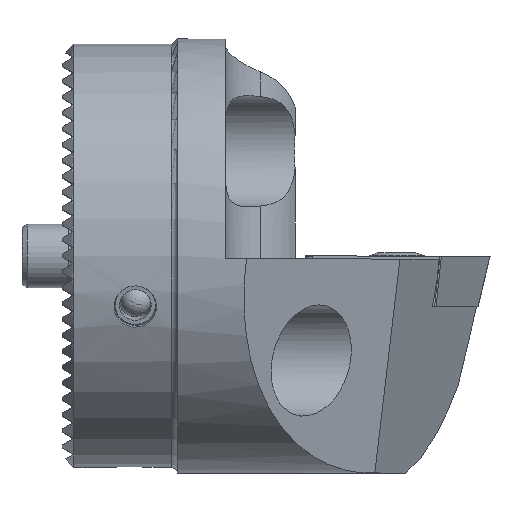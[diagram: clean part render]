
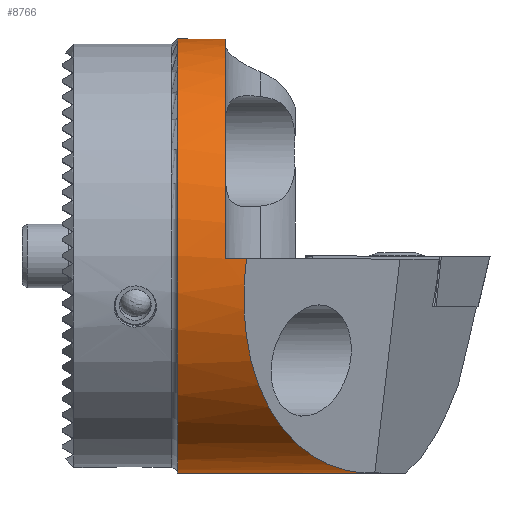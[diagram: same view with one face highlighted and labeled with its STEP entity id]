
A CAD part, top view. The second image highlights one B-rep face of the part: STEP entity #8766.
In plain terms, the highlighted cylindrical face has radius 20.5 mm (diameter 41 mm), a partial arc.
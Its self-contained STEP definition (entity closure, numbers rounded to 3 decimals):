
#27 = DIRECTION ( 'NONE',  ( 1., 0., 0. ) ) ;
#195 = EDGE_CURVE ( 'NONE', #3861, #3290, #8843, .T. ) ;
#296 = CARTESIAN_POINT ( 'NONE',  ( 15.402, 19.184, -7.232 ) ) ;
#499 = EDGE_CURVE ( 'NONE', #7976, #9684, #8374, .T. ) ;
#585 = DIRECTION ( 'NONE',  ( 0., 0., -1. ) ) ;
#735 = CARTESIAN_POINT ( 'NONE',  ( 21.596, 14.087, -14.893 ) ) ;
#737 = DIRECTION ( 'NONE',  ( 0., 0., 1. ) ) ;
#908 = DIRECTION ( 'NONE',  ( 1., 0., 0. ) ) ;
#1006 = CARTESIAN_POINT ( 'NONE',  ( -0.6, -0.3, 20.498 ) ) ;
#1382 = CARTESIAN_POINT ( 'NONE',  ( 15., 19.912, -4.877 ) ) ;
#1416 = CARTESIAN_POINT ( 'NONE',  ( 15., 0., 0. ) ) ;
#1425 = CARTESIAN_POINT ( 'NONE',  ( 15.751, 18.858, -8.044 ) ) ;
#1741 = DIRECTION ( 'NONE',  ( 1., 0., 0. ) ) ;
#1766 = CARTESIAN_POINT ( 'NONE',  ( 21.544, 13.93, -15.042 ) ) ;
#1830 = VERTEX_POINT ( 'NONE', #4846 ) ;
#2151 = EDGE_CURVE ( 'NONE', #5217, #2917, #6056, .T. ) ;
#2274 = ORIENTED_EDGE ( 'NONE', *, *, #8698, .T. ) ;
#2279 = CARTESIAN_POINT ( 'NONE',  ( 21.596, 14.087, -14.893 ) ) ;
#2504 = CARTESIAN_POINT ( 'NONE',  ( 16.194, 18.518, -8.798 ) ) ;
#2541 = DIRECTION ( 'NONE',  ( -1., 0., 0. ) ) ;
#2751 = EDGE_CURVE ( 'NONE', #9377, #1830, #6337, .T. ) ;
#2868 = CARTESIAN_POINT ( 'NONE',  ( 28.591, -20.5, 0. ) ) ;
#2890 = VECTOR ( 'NONE', #1741, 1000. ) ;
#2917 = VERTEX_POINT ( 'NONE', #8621 ) ;
#3179 = CARTESIAN_POINT ( 'NONE',  ( 19.119, 17.052, -11.385 ) ) ;
#3190 = CARTESIAN_POINT ( 'NONE',  ( 10.492, 0., 0. ) ) ;
#3290 = VERTEX_POINT ( 'NONE', #9738 ) ;
#3324 = EDGE_CURVE ( 'NONE', #2917, #3290, #3955, .T. ) ;
#3364 = ORIENTED_EDGE ( 'NONE', *, *, #195, .F. ) ;
#3377 = CARTESIAN_POINT ( 'NONE',  ( 19.646, 16.717, -11.867 ) ) ;
#3422 = EDGE_LOOP ( 'NONE', ( #9783, #11944, #5362, #12133, #12425, #3364, #13170, #2274, #11905 ) ) ;
#3861 = VERTEX_POINT ( 'NONE', #13570 ) ;
#3880 = CARTESIAN_POINT ( 'NONE',  ( 18.3, 17.413, -10.819 ) ) ;
#3903 = EDGE_CURVE ( 'NONE', #5217, #1830, #10970, .T. ) ;
#3923 = DIRECTION ( 'NONE',  ( 1., 0., 0. ) ) ;
#3955 = LINE ( 'NONE', #10117, #14539 ) ;
#4301 = CARTESIAN_POINT ( 'NONE',  ( 20.916, 15.48, -13.449 ) ) ;
#4516 = EDGE_CURVE ( 'NONE', #9684, #9377, #13901, .T. ) ;
#4804 = CARTESIAN_POINT ( 'NONE',  ( 17.789, 17.61, -10.501 ) ) ;
#4839 = CYLINDRICAL_SURFACE ( 'NONE', #6598, 20.5 ) ;
#4846 = CARTESIAN_POINT ( 'NONE',  ( 21.442, 13.61, -15.331 ) ) ;
#5170 = DIRECTION ( 'NONE',  ( 0., 0., -1. ) ) ;
#5217 = VERTEX_POINT ( 'NONE', #6698 ) ;
#5352 = CARTESIAN_POINT ( 'NONE',  ( 19.812, 16.598, -12.033 ) ) ;
#5362 = ORIENTED_EDGE ( 'NONE', *, *, #3903, .F. ) ;
#5373 = AXIS2_PLACEMENT_3D ( 'NONE', #1416, #2541, #585 ) ;
#5409 = CARTESIAN_POINT ( 'NONE',  ( 21.468, 14.461, -14.539 ) ) ;
#5788 = CARTESIAN_POINT ( 'NONE',  ( 16.036, 18.633, -8.553 ) ) ;
#6056 = CIRCLE ( 'NONE', #13042, 20.5 ) ;
#6337 =( BOUNDED_CURVE ( )  B_SPLINE_CURVE ( 3, ( #735, #1766, #7462, #7365 ),
 .UNSPECIFIED., .F., .F. ) 
 B_SPLINE_CURVE_WITH_KNOTS ( ( 4, 4 ),
 ( 2.384, 2.416 ),
 .UNSPECIFIED. ) 
 CURVE ( )  GEOMETRIC_REPRESENTATION_ITEM ( )  RATIONAL_B_SPLINE_CURVE ( ( 1., 1., 1., 1. ) ) 
 REPRESENTATION_ITEM ( '' )  );
#6480 = CARTESIAN_POINT ( 'NONE',  ( 20.275, 16.208, -12.553 ) ) ;
#6582 = FACE_OUTER_BOUND ( 'NONE', #3422, .T. ) ;
#6598 = AXIS2_PLACEMENT_3D ( 'NONE', #14172, #3923, #5170 ) ;
#6698 = CARTESIAN_POINT ( 'NONE',  ( 10.492, 13.61, -15.331 ) ) ;
#6795 = EDGE_CURVE ( 'NONE', #9857, #3861, #13584, .T. ) ;
#6852 = CARTESIAN_POINT ( 'NONE',  ( 16.542, 18.287, -9.269 ) ) ;
#6994 = CARTESIAN_POINT ( 'NONE',  ( 15.08, 19.585, -6.086 ) ) ;
#7365 = CARTESIAN_POINT ( 'NONE',  ( 21.442, 13.61, -15.331 ) ) ;
#7462 = CARTESIAN_POINT ( 'NONE',  ( 21.492, 13.771, -15.187 ) ) ;
#7551 = VECTOR ( 'NONE', #908, 1000. ) ;
#7602 = CARTESIAN_POINT ( 'NONE',  ( 18.3, 17.413, -10.819 ) ) ;
#7976 = VERTEX_POINT ( 'NONE', #10283 ) ;
#8008 = CARTESIAN_POINT ( 'NONE',  ( 15.307, 19.289, -6.948 ) ) ;
#8374 = B_SPLINE_CURVE_WITH_KNOTS ( 'NONE', 3,
 ( #1382, #12637, #6994, #8008, #296, #9240, #1425, #5788, #2504, #6852, #11540, #10395, #4804, #13812 ),
 .UNSPECIFIED., .F., .F.,
 ( 4, 2, 2, 2, 2, 2, 4 ),
 ( 0., 0.002, 0.003, 0.004, 0.005, 0.006, 0.007 ),
 .UNSPECIFIED. ) ;
#8621 = CARTESIAN_POINT ( 'NONE',  ( 10.492, -20.5, 0. ) ) ;
#8637 = CARTESIAN_POINT ( 'NONE',  ( 21.596, 14.087, -14.893 ) ) ;
#8698 = EDGE_CURVE ( 'NONE', #9857, #7976, #11526, .T. ) ;
#8766 = ADVANCED_FACE ( 'NONE', ( #6582 ), #4839, .T. ) ;
#8829 = CARTESIAN_POINT ( 'NONE',  ( 15., -0.3, 20.498 ) ) ;
#8843 =( BOUNDED_CURVE ( )  B_SPLINE_CURVE ( 3, ( #10759, #13032, #9700, #2868 ),
 .UNSPECIFIED., .F., .F. ) 
 B_SPLINE_CURVE_WITH_KNOTS ( ( 4, 4 ),
 ( 2.956, 4.512 ),
 .UNSPECIFIED. ) 
 CURVE ( )  GEOMETRIC_REPRESENTATION_ITEM ( )  RATIONAL_B_SPLINE_CURVE ( ( 1., 0.808, 0.808, 1. ) ) 
 REPRESENTATION_ITEM ( '' )  );
#9240 = CARTESIAN_POINT ( 'NONE',  ( 15.624, 18.968, -7.78 ) ) ;
#9377 = VERTEX_POINT ( 'NONE', #8637 ) ;
#9684 = VERTEX_POINT ( 'NONE', #3880 ) ;
#9700 = CARTESIAN_POINT ( 'NONE',  ( 20.204, -20.5, 11.87 ) ) ;
#9738 = CARTESIAN_POINT ( 'NONE',  ( 28.591, -20.5, 0. ) ) ;
#9783 = ORIENTED_EDGE ( 'NONE', *, *, #4516, .T. ) ;
#9857 = VERTEX_POINT ( 'NONE', #8829 ) ;
#9998 = CARTESIAN_POINT ( 'NONE',  ( -0.6, 13.61, -15.331 ) ) ;
#10117 = CARTESIAN_POINT ( 'NONE',  ( -0.6, -20.5, 0. ) ) ;
#10283 = CARTESIAN_POINT ( 'NONE',  ( 15., 19.912, -4.877 ) ) ;
#10395 = CARTESIAN_POINT ( 'NONE',  ( 17.336, 17.829, -10.129 ) ) ;
#10759 = CARTESIAN_POINT ( 'NONE',  ( 16.999, -0.3, 20.498 ) ) ;
#10970 = LINE ( 'NONE', #9998, #2890 ) ;
#11022 = CARTESIAN_POINT ( 'NONE',  ( 20.685, 15.786, -13.087 ) ) ;
#11182 = CARTESIAN_POINT ( 'NONE',  ( 18.731, 17.246, -11.087 ) ) ;
#11526 = CIRCLE ( 'NONE', #5373, 20.5 ) ;
#11540 = CARTESIAN_POINT ( 'NONE',  ( 16.732, 18.17, -9.495 ) ) ;
#11905 = ORIENTED_EDGE ( 'NONE', *, *, #499, .T. ) ;
#11934 = DIRECTION ( 'NONE',  ( 1., 0., 0. ) ) ;
#11944 = ORIENTED_EDGE ( 'NONE', *, *, #2751, .T. ) ;
#12133 = ORIENTED_EDGE ( 'NONE', *, *, #2151, .T. ) ;
#12163 = CARTESIAN_POINT ( 'NONE',  ( 21.308, 14.818, -14.174 ) ) ;
#12425 = ORIENTED_EDGE ( 'NONE', *, *, #3324, .T. ) ;
#12637 = CARTESIAN_POINT ( 'NONE',  ( 15., 19.761, -5.492 ) ) ;
#13032 = CARTESIAN_POINT ( 'NONE',  ( 15.423, -12.168, 20.324 ) ) ;
#13042 = AXIS2_PLACEMENT_3D ( 'NONE', #3190, #11934, #737 ) ;
#13170 = ORIENTED_EDGE ( 'NONE', *, *, #6795, .F. ) ;
#13250 = CARTESIAN_POINT ( 'NONE',  ( 20.126, 16.344, -12.376 ) ) ;
#13570 = CARTESIAN_POINT ( 'NONE',  ( 16.999, -0.3, 20.498 ) ) ;
#13584 = LINE ( 'NONE', #1006, #7551 ) ;
#13812 = CARTESIAN_POINT ( 'NONE',  ( 18.3, 17.413, -10.819 ) ) ;
#13901 = B_SPLINE_CURVE_WITH_KNOTS ( 'NONE', 3,
 ( #7602, #11182, #3179, #3377, #5352, #13250, #6480, #11022, #4301, #12163, #5409, #2279 ),
 .UNSPECIFIED., .F., .F.,
 ( 4, 2, 2, 2, 2, 4 ),
 ( 0., 0.002, 0.002, 0.003, 0.005, 0.006 ),
 .UNSPECIFIED. ) ;
#14172 = CARTESIAN_POINT ( 'NONE',  ( -0.6, 0., 0. ) ) ;
#14539 = VECTOR ( 'NONE', #27, 1000. ) ;
